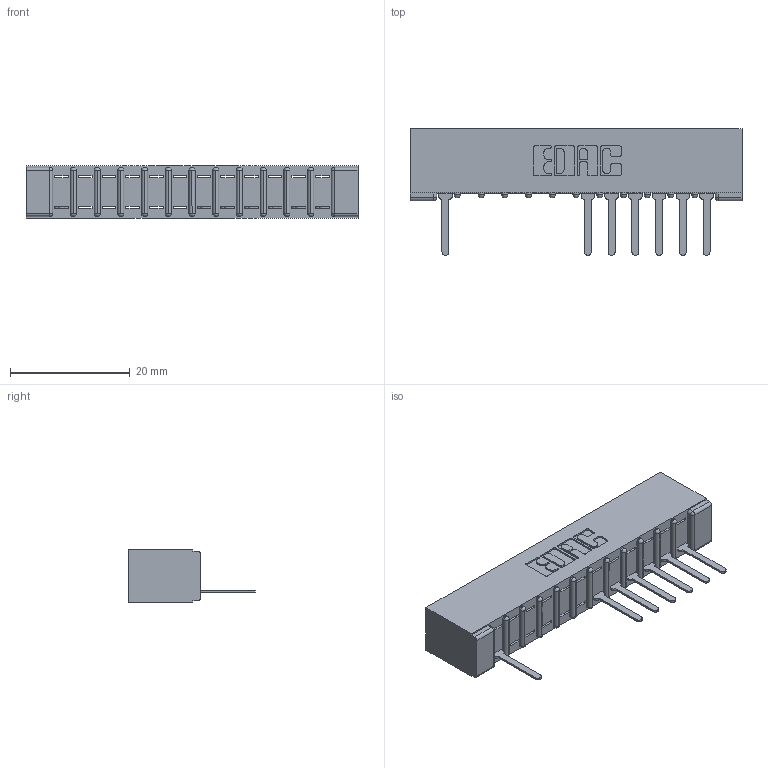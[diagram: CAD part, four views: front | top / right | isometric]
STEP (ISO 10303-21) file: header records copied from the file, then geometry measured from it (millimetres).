
FILE_DESCRIPTION (( 'STEP AP203' ), '1' );
FILE_NAME ('307-012-527-101.STEP', '2018-08-02T22:18:37', ( '' ), ( '' ), 'SwSTEP 2.0', 'SolidWorks 2016', '' );
FILE_SCHEMA (( 'CONFIG_CONTROL_DESIGN' ));
Length unit declared in the file: inch
Products named in the file (3): 307 Part_No Mounting Lugs; 307-290-001_527; 307-012-527-101
Assembly tree (8 placements, depth 2):
  307-012-527-101
    307 Part_No Mounting Lugs
    307-290-001_527  x7
Bounding box: 55.42 x 21.11 x 8.71 mm (x, y, z)
Volume: 3654.8 mm3; surface area: 5185.6 mm2
Topology: 8 solids, 8 shells, 615 faces, 1753 edges, 1122 vertices
Faces by surface type: plane 385, cylinder 204, sphere 26
Entity records: 13516 total; most frequent: CARTESIAN_POINT 2287, ORIENTED_EDGE 2278, DIRECTION 2235, EDGE_CURVE 1139, VECTOR 863, LINE 863, VERTEX_POINT 738, AXIS2_PLACEMENT_3D 686
